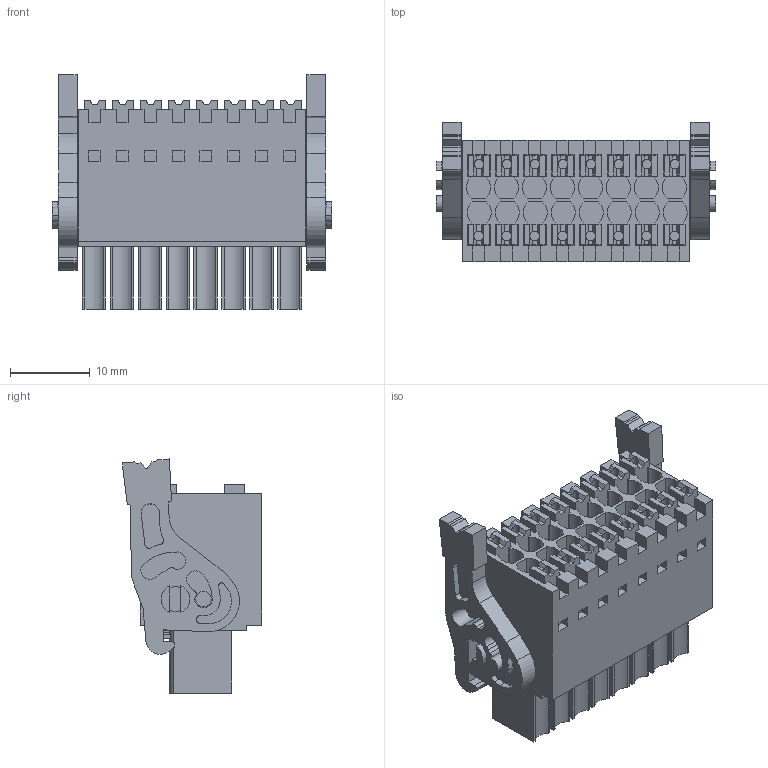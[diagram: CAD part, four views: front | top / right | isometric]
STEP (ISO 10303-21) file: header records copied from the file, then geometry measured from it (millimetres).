
FILE_DESCRIPTION(('CATIA V5 STEP Exchange','CAx-IF Rec.Pracs.--- Model Styling and Organization---1.2---2011-12-15'),'2;1');
FILE_NAME ('D1450493_0', '2017-05-29T07:09:54+00:00', ('none'), ('Weidmueller'), 'CATIA Version 5-6 Release 2014', 'CATIA V5 STEP AP214', 'none');
FILE_SCHEMA(('AUTOMOTIVE_DESIGN { 1 0 10303 214 1 1 1 1 }'));
Length unit declared in the file: millimetre
Products named in the file (1): 1278100000
Bounding box: 34.9 x 17.45 x 29.28 mm (x, y, z)
Volume: 8825.7 mm3; surface area: 7334.6 mm2
Topology: 19 solids, 19 shells, 1020 faces, 2852 edges, 1906 vertices
Faces by surface type: plane 830, cylinder 146, extrusion 44
Entity records: 30790 total; most frequent: CARTESIAN_POINT 6487, ORIENTED_EDGE 5704, DIRECTION 3796, EDGE_CURVE 2852, VECTOR 2336, LINE 2292, VERTEX_POINT 1906, EDGE_LOOP 1100
